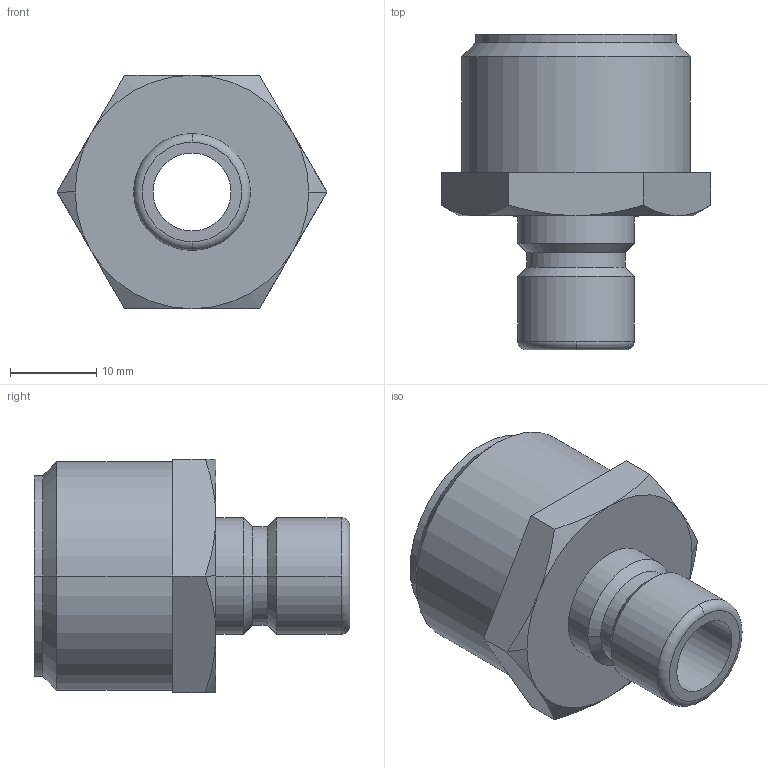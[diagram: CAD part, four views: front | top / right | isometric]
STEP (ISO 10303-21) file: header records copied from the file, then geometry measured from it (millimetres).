
FILE_DESCRIPTION(('STEP AP214'),'1');
FILE_NAME('esd_34_na.stp','2020-04-22T10:02:42',('TraceParts'),('TraceParts S.A.'),'Spatial InterOp 3D',' ',' ');
FILE_SCHEMA(('automotive_design'));
Length unit declared in the file: millimetre
Products named in the file (1): 1
Bounding box: 31.18 x 36.5 x 27 mm (x, y, z)
Volume: 9928 mm3; surface area: 4496.8 mm2
Topology: 1 solids, 1 shells, 40 faces, 87 edges, 51 vertices
Faces by surface type: cone 16, cylinder 12, plane 10, torus 2
Entity records: 1436 total; most frequent: CARTESIAN_POINT 227, DIRECTION 198, ORIENTED_EDGE 174, EDGE_CURVE 87, AXIS2_PLACEMENT_3D 82, VERTEX_POINT 51, EDGE_LOOP 44, CIRCLE 41
